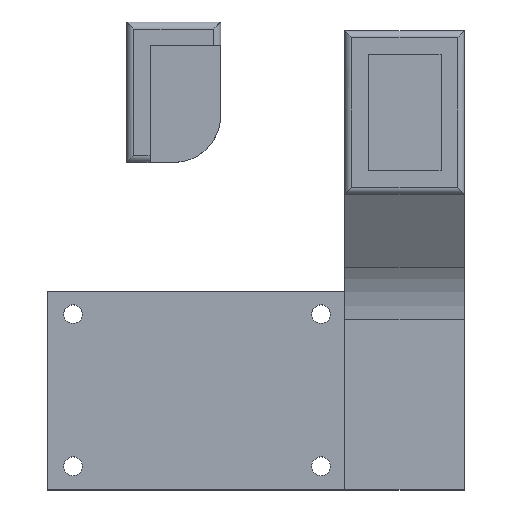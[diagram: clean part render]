
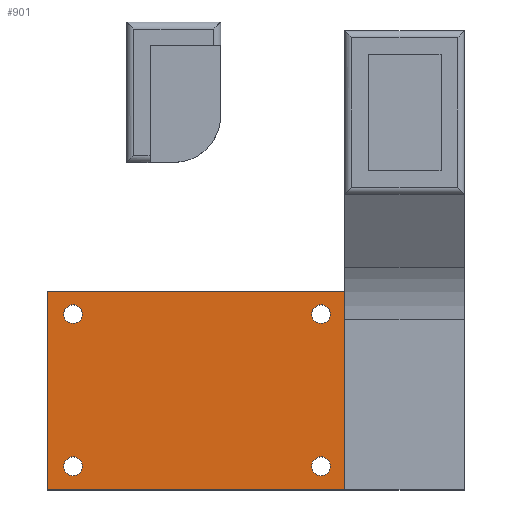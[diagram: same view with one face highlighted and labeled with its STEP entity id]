
A CAD part, top view. The second image highlights one B-rep face of the part: STEP entity #901.
In plain terms, the highlighted planar face has unit normal (0, 0, 1).
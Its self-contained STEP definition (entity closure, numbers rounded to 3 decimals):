
#684=CARTESIAN_POINT('',(14.899,10.144,14.));
#685=VERTEX_POINT('',#684);
#694=CARTESIAN_POINT('',(10.899,10.144,14.));
#695=DIRECTION('',(0.,0.,1.));
#696=DIRECTION('',(1.,0.,-0.));
#697=AXIS2_PLACEMENT_3D('',#694,#695,#696);
#698=CIRCLE('',#697,4.);
#699=EDGE_CURVE('',#685,#685,#698,.T.);
#717=CARTESIAN_POINT('',(120.899,75.144,14.));
#718=VERTEX_POINT('',#717);
#727=CARTESIAN_POINT('',(116.899,75.144,14.));
#728=DIRECTION('',(0.,0.,1.));
#729=DIRECTION('',(1.,0.,-0.));
#730=AXIS2_PLACEMENT_3D('',#727,#728,#729);
#731=CIRCLE('',#730,4.);
#732=EDGE_CURVE('',#718,#718,#731,.T.);
#750=CARTESIAN_POINT('',(120.899,10.144,14.));
#751=VERTEX_POINT('',#750);
#760=CARTESIAN_POINT('',(116.899,10.144,14.));
#761=DIRECTION('',(0.,0.,1.));
#762=DIRECTION('',(1.,0.,-0.));
#763=AXIS2_PLACEMENT_3D('',#760,#761,#762);
#764=CIRCLE('',#763,4.);
#765=EDGE_CURVE('',#751,#751,#764,.T.);
#783=CARTESIAN_POINT('',(14.899,75.144,14.));
#784=VERTEX_POINT('',#783);
#793=CARTESIAN_POINT('',(10.899,75.144,14.));
#794=DIRECTION('',(0.,0.,1.));
#795=DIRECTION('',(1.,0.,-0.));
#796=AXIS2_PLACEMENT_3D('',#793,#794,#795);
#797=CIRCLE('',#796,4.);
#798=EDGE_CURVE('',#784,#784,#797,.T.);
#816=CARTESIAN_POINT('',(0.,0.,14.));
#817=VERTEX_POINT('',#816);
#826=CARTESIAN_POINT('',(0.,85.,14.));
#827=VERTEX_POINT('',#826);
#828=CARTESIAN_POINT('',(0.,0.,14.));
#829=DIRECTION('',(0.,1.,0.));
#830=VECTOR('',#829,85.);
#831=LINE('',#828,#830);
#832=EDGE_CURVE('',#817,#827,#831,.T.);
#851=CARTESIAN_POINT('',(0.,0.,14.));
#852=DIRECTION('',(0.,0.,1.));
#853=DIRECTION('',(1.,0.,0.));
#854=AXIS2_PLACEMENT_3D('',#851,#852,#853);
#855=PLANE('',#854);
#856=CARTESIAN_POINT('',(127.,72.683,14.));
#857=VERTEX_POINT('',#856);
#858=CARTESIAN_POINT('',(127.,-0.,14.));
#859=VERTEX_POINT('',#858);
#860=CARTESIAN_POINT('',(127.,72.683,14.));
#861=DIRECTION('',(0.,-1.,0.));
#862=VECTOR('',#861,72.683);
#863=LINE('',#860,#862);
#864=EDGE_CURVE('',#857,#859,#863,.T.);
#865=ORIENTED_EDGE('',*,*,#864,.F.);
#866=CARTESIAN_POINT('',(127.,85.,14.));
#867=VERTEX_POINT('',#866);
#868=CARTESIAN_POINT('',(127.,72.683,14.));
#869=DIRECTION('',(-0.,1.,0.));
#870=VECTOR('',#869,12.317);
#871=LINE('',#868,#870);
#872=EDGE_CURVE('',#857,#867,#871,.T.);
#873=ORIENTED_EDGE('',*,*,#872,.T.);
#874=CARTESIAN_POINT('',(0.,85.,14.));
#875=DIRECTION('',(1.,0.,-0.));
#876=VECTOR('',#875,127.);
#877=LINE('',#874,#876);
#878=EDGE_CURVE('',#827,#867,#877,.T.);
#879=ORIENTED_EDGE('',*,*,#878,.F.);
#880=ORIENTED_EDGE('',*,*,#832,.F.);
#881=CARTESIAN_POINT('',(0.,0.,14.));
#882=DIRECTION('',(1.,0.,-0.));
#883=VECTOR('',#882,127.);
#884=LINE('',#881,#883);
#885=EDGE_CURVE('',#817,#859,#884,.T.);
#886=ORIENTED_EDGE('',*,*,#885,.T.);
#887=EDGE_LOOP('',(#865,#873,#879,#880,#886));
#888=FACE_BOUND('',#887,.T.);
#889=ORIENTED_EDGE('',*,*,#798,.F.);
#890=EDGE_LOOP('',(#889));
#891=FACE_BOUND('',#890,.T.);
#892=ORIENTED_EDGE('',*,*,#765,.F.);
#893=EDGE_LOOP('',(#892));
#894=FACE_BOUND('',#893,.T.);
#895=ORIENTED_EDGE('',*,*,#732,.F.);
#896=EDGE_LOOP('',(#895));
#897=FACE_BOUND('',#896,.T.);
#898=ORIENTED_EDGE('',*,*,#699,.F.);
#899=EDGE_LOOP('',(#898));
#900=FACE_BOUND('',#899,.T.);
#901=ADVANCED_FACE('',(#888,#891,#894,#897,#900),#855,.T.);
